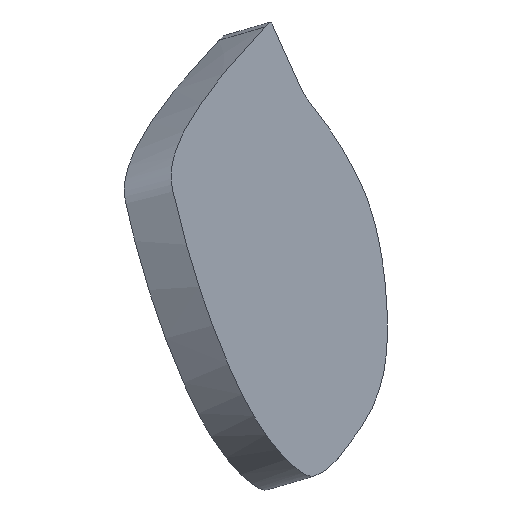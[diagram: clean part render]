
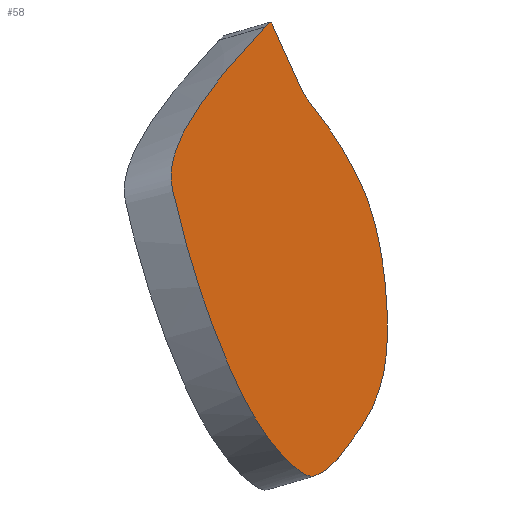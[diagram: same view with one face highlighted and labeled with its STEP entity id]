
A CAD part, top view. The second image highlights one B-rep face of the part: STEP entity #58.
In plain terms, the highlighted planar face has unit normal (0.881, 0.24, 0.406).
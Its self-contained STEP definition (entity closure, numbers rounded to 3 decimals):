
#58=ADVANCED_FACE('',(#77),#78,.T.);
#77=FACE_OUTER_BOUND('',#447,.T.);
#78=PLANE('',#448);
#447=EDGE_LOOP('',(#499,#500));
#448=AXIS2_PLACEMENT_3D('',#501,#502,#503);
#499=ORIENTED_EDGE('',*,*,#527,.F.);
#500=ORIENTED_EDGE('',*,*,#511,.F.);
#501=CARTESIAN_POINT('',(19.277,62.467,-3.026));
#502=DIRECTION('',(0.881,0.24,0.407));
#503=DIRECTION('',(0.263,-0.965,0.0));
#511=EDGE_CURVE('',#528,#531,#532,.T.);
#527=EDGE_CURVE('',#531,#528,#557,.T.);
#528=VERTEX_POINT('',#558);
#531=VERTEX_POINT('',#562);
#532=B_SPLINE_CURVE_WITH_KNOTS('',3,(#563,#564,#565,#566,#567,#568,#569,#570,#571,#572,#573,#574,#575,#576,#577,#578,#579,#580,#581,#582,#583,#584,#585,#586,#587,#588,#589,#590,#591,#592,#593,#594,#595,#596,#597,#598,#599,#600,#601,#602,#603,#604,#605,#606,#607,#608),.UNSPECIFIED.,.F.,.F.,(4,3,3,3,3,3,3,3,3,3,3,3,3,3,3,4),(64.045,66.974,71.025,73.968,78.412,83.798,89.035,95.292,102.451,108.532,111.841,115.088,120.691,129.826,140.008,148.167),.UNSPECIFIED.);
#557=B_SPLINE_CURVE_WITH_KNOTS('',3,(#956,#957,#958,#959,#960,#961,#962,#963,#964,#965,#966,#967,#968,#969,#970,#971,#972,#973,#974,#975,#976,#977,#978,#979,#980,#981,#982,#983,#984,#985,#986,#987,#988,#989,#990,#991,#992,#993,#994,#995,#996,#997,#998,#999,#1000,#1001),.UNSPECIFIED.,.F.,.F.,(4,3,3,3,3,3,3,3,3,3,3,3,3,3,3,4),(0.0,1.866,3.647,7.659,10.256,12.778,18.012,23.311,27.555,32.212,37.74,42.867,47.83,53.682,61.117,64.045),.UNSPECIFIED.);
#558=CARTESIAN_POINT('',(27.751,5.4,12.333));
#562=CARTESIAN_POINT('',(20.273,50.019,2.172));
#563=CARTESIAN_POINT('',(27.751,5.4,12.333));
#564=CARTESIAN_POINT('',(27.449,5.061,13.188));
#565=CARTESIAN_POINT('',(27.166,4.777,13.97));
#566=CARTESIAN_POINT('',(26.895,4.538,14.7));
#567=CARTESIAN_POINT('',(26.353,4.059,16.158));
#568=CARTESIAN_POINT('',(25.859,3.76,17.405));
#569=CARTESIAN_POINT('',(25.452,3.632,18.364));
#570=CARTESIAN_POINT('',(25.045,3.503,19.323));
#571=CARTESIAN_POINT('',(24.723,3.544,19.996));
#572=CARTESIAN_POINT('',(24.193,3.854,20.963));
#573=CARTESIAN_POINT('',(23.662,4.163,21.931));
#574=CARTESIAN_POINT('',(22.922,4.742,23.193));
#575=CARTESIAN_POINT('',(22.109,5.604,24.446));
#576=CARTESIAN_POINT('',(21.296,6.467,25.699));
#577=CARTESIAN_POINT('',(20.41,7.613,26.942));
#578=CARTESIAN_POINT('',(19.623,8.828,27.93));
#579=CARTESIAN_POINT('',(18.837,10.042,28.918));
#580=CARTESIAN_POINT('',(18.15,11.323,29.65));
#581=CARTESIAN_POINT('',(17.41,12.884,30.331));
#582=CARTESIAN_POINT('',(16.671,14.446,31.011));
#583=CARTESIAN_POINT('',(15.879,16.287,31.64));
#584=CARTESIAN_POINT('',(15.075,18.381,32.144));
#585=CARTESIAN_POINT('',(14.271,20.476,32.649));
#586=CARTESIAN_POINT('',(13.455,22.825,33.029));
#587=CARTESIAN_POINT('',(12.775,25.063,33.182));
#588=CARTESIAN_POINT('',(12.094,27.301,33.336));
#589=CARTESIAN_POINT('',(11.548,29.428,33.262));
#590=CARTESIAN_POINT('',(11.174,30.919,33.191));
#591=CARTESIAN_POINT('',(10.8,32.411,33.121));
#592=CARTESIAN_POINT('',(10.597,33.268,33.054));
#593=CARTESIAN_POINT('',(10.538,34.08,32.702));
#594=CARTESIAN_POINT('',(10.479,34.891,32.35));
#595=CARTESIAN_POINT('',(10.564,35.659,31.712));
#596=CARTESIAN_POINT('',(10.795,36.53,30.696));
#597=CARTESIAN_POINT('',(11.027,37.402,29.679));
#598=CARTESIAN_POINT('',(11.405,38.377,28.282));
#599=CARTESIAN_POINT('',(12.052,39.561,26.179));
#600=CARTESIAN_POINT('',(12.699,40.745,24.075));
#601=CARTESIAN_POINT('',(13.616,42.138,21.265));
#602=CARTESIAN_POINT('',(14.605,43.469,18.333));
#603=CARTESIAN_POINT('',(15.595,44.8,15.401));
#604=CARTESIAN_POINT('',(16.657,46.07,12.347));
#605=CARTESIAN_POINT('',(17.699,47.238,9.397));
#606=CARTESIAN_POINT('',(18.742,48.406,6.447));
#607=CARTESIAN_POINT('',(19.764,49.472,3.6));
#608=CARTESIAN_POINT('',(20.273,50.019,2.172));
#956=CARTESIAN_POINT('',(20.273,50.019,2.172));
#957=CARTESIAN_POINT('',(20.783,50.566,0.744));
#958=CARTESIAN_POINT('',(20.78,50.593,0.734));
#959=CARTESIAN_POINT('',(20.872,50.41,0.644));
#960=CARTESIAN_POINT('',(20.963,50.226,0.554));
#961=CARTESIAN_POINT('',(21.15,49.83,0.383));
#962=CARTESIAN_POINT('',(21.57,48.894,0.025));
#963=CARTESIAN_POINT('',(21.991,47.958,-0.334));
#964=CARTESIAN_POINT('',(22.645,46.481,-0.88));
#965=CARTESIAN_POINT('',(23.113,45.424,-1.269));
#966=CARTESIAN_POINT('',(23.581,44.366,-1.658));
#967=CARTESIAN_POINT('',(23.862,43.727,-1.889));
#968=CARTESIAN_POINT('',(24.138,43.237,-2.198));
#969=CARTESIAN_POINT('',(24.414,42.748,-2.507));
#970=CARTESIAN_POINT('',(24.684,42.407,-2.892));
#971=CARTESIAN_POINT('',(25.286,41.616,-3.73));
#972=CARTESIAN_POINT('',(25.889,40.825,-4.568));
#973=CARTESIAN_POINT('',(26.822,39.583,-5.858));
#974=CARTESIAN_POINT('',(27.681,38.25,-6.931));
#975=CARTESIAN_POINT('',(28.539,36.918,-8.004));
#976=CARTESIAN_POINT('',(29.321,35.495,-8.86));
#977=CARTESIAN_POINT('',(29.935,34.186,-9.416));
#978=CARTESIAN_POINT('',(30.548,32.876,-9.971));
#979=CARTESIAN_POINT('',(30.992,31.68,-10.227));
#980=CARTESIAN_POINT('',(31.374,30.34,-10.264));
#981=CARTESIAN_POINT('',(31.757,29.,-10.302));
#982=CARTESIAN_POINT('',(32.078,27.517,-10.12));
#983=CARTESIAN_POINT('',(32.322,25.86,-9.67));
#984=CARTESIAN_POINT('',(32.566,24.202,-9.22));
#985=CARTESIAN_POINT('',(32.734,22.37,-8.501));
#986=CARTESIAN_POINT('',(32.81,20.739,-7.702));
#987=CARTESIAN_POINT('',(32.886,19.109,-6.903));
#988=CARTESIAN_POINT('',(32.87,17.681,-6.024));
#989=CARTESIAN_POINT('',(32.758,16.396,-5.022));
#990=CARTESIAN_POINT('',(32.646,15.111,-4.02));
#991=CARTESIAN_POINT('',(32.438,13.97,-2.894));
#992=CARTESIAN_POINT('',(32.127,12.903,-1.59));
#993=CARTESIAN_POINT('',(31.816,11.837,-0.285));
#994=CARTESIAN_POINT('',(31.402,10.845,1.2));
#995=CARTESIAN_POINT('',(30.8,9.763,3.145));
#996=CARTESIAN_POINT('',(30.198,8.68,5.089));
#997=CARTESIAN_POINT('',(29.409,7.507,7.495));
#998=CARTESIAN_POINT('',(28.718,6.591,9.533));
#999=CARTESIAN_POINT('',(28.373,6.133,10.552));
#1000=CARTESIAN_POINT('',(28.053,5.74,11.479));
#1001=CARTESIAN_POINT('',(27.751,5.4,12.333));
